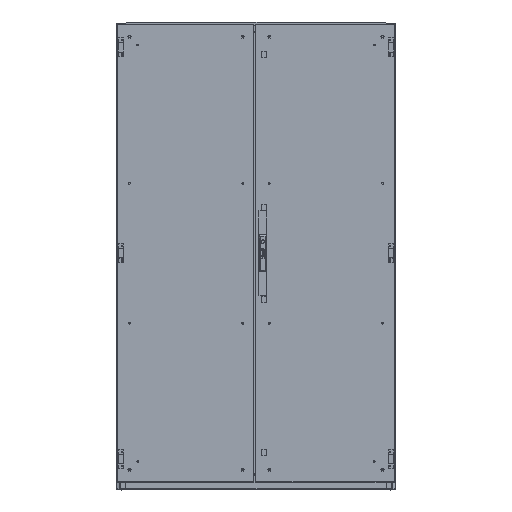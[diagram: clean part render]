
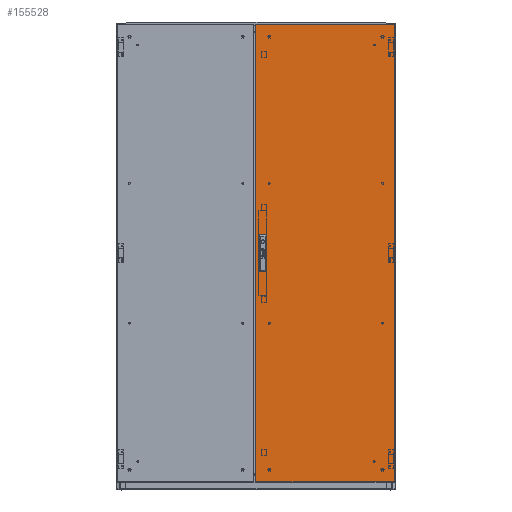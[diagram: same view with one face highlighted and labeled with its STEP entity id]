
A CAD part, top view. The second image highlights one B-rep face of the part: STEP entity #155528.
In plain terms, the highlighted planar face has unit normal (0, 0, 1).
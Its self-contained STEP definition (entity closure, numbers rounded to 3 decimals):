
#898 = VERTEX_POINT ( 'NONE', #161152 ) ;
#1038 = CARTESIAN_POINT ( 'NONE',  ( -252.8, -78.5, 0. ) ) ;
#1147 = ORIENTED_EDGE ( 'NONE', *, *, #160922, .T. ) ;
#8008 = ORIENTED_EDGE ( 'NONE', *, *, #58762, .F. ) ;
#9391 = DIRECTION ( 'NONE',  ( 1., 0., 0. ) ) ;
#16153 = CARTESIAN_POINT ( 'NONE',  ( -300., 983.5, 0. ) ) ;
#20299 = DIRECTION ( 'NONE',  ( 1., 0., 0. ) ) ;
#21282 = AXIS2_PLACEMENT_3D ( 'NONE', #148883, #136079, #9391 ) ;
#25635 = DIRECTION ( 'NONE',  ( 0., -1., 0. ) ) ;
#28017 = VECTOR ( 'NONE', #25635, 1000. ) ;
#28285 = CARTESIAN_POINT ( 'NONE',  ( -300., -983.5, 0. ) ) ;
#30998 = LINE ( 'NONE', #128128, #162378 ) ;
#31073 = LINE ( 'NONE', #107450, #60943 ) ;
#31220 = DIRECTION ( 'NONE',  ( 1., 0., 0. ) ) ;
#32769 = ORIENTED_EDGE ( 'NONE', *, *, #81684, .T. ) ;
#32970 = EDGE_LOOP ( 'NONE', ( #75438, #155511, #50631, #8008 ) ) ;
#33053 = VERTEX_POINT ( 'NONE', #136595 ) ;
#44468 = FACE_BOUND ( 'NONE', #32970, .T. ) ;
#47712 = VERTEX_POINT ( 'NONE', #109521 ) ;
#48996 = EDGE_CURVE ( 'NONE', #110120, #898, #63295, .T. ) ;
#50631 = ORIENTED_EDGE ( 'NONE', *, *, #119735, .T. ) ;
#58762 = EDGE_CURVE ( 'NONE', #92882, #138382, #31073, .T. ) ;
#60707 = CARTESIAN_POINT ( 'NONE',  ( -300., -983.5, 0. ) ) ;
#60943 = VECTOR ( 'NONE', #31220, 1000. ) ;
#61872 = LINE ( 'NONE', #75767, #28017 ) ;
#63295 = LINE ( 'NONE', #60707, #122944 ) ;
#73575 = DIRECTION ( 'NONE',  ( 1., 0., 0. ) ) ;
#75438 = ORIENTED_EDGE ( 'NONE', *, *, #101083, .F. ) ;
#75767 = CARTESIAN_POINT ( 'NONE',  ( -283.2, 0., 0. ) ) ;
#77686 = DIRECTION ( 'NONE',  ( 0., 1., 0. ) ) ;
#77710 = CARTESIAN_POINT ( 'NONE',  ( -283.2, 78.5, 0. ) ) ;
#78393 = FACE_OUTER_BOUND ( 'NONE', #82566, .T. ) ;
#79289 = VECTOR ( 'NONE', #117860, 1000. ) ;
#81684 = EDGE_CURVE ( 'NONE', #898, #47712, #30998, .T. ) ;
#82148 = VECTOR ( 'NONE', #107368, 1000. ) ;
#82566 = EDGE_LOOP ( 'NONE', ( #32769, #126677, #1147, #103596 ) ) ;
#85661 = PLANE ( 'NONE',  #21282 ) ;
#88745 = DIRECTION ( 'NONE',  ( 0., -1., 0. ) ) ;
#92013 = LINE ( 'NONE', #164833, #129601 ) ;
#92882 = VERTEX_POINT ( 'NONE', #162999 ) ;
#94681 = CARTESIAN_POINT ( 'NONE',  ( -300., 983.5, 0. ) ) ;
#96562 = CARTESIAN_POINT ( 'NONE',  ( -283.2, 78.5, 0. ) ) ;
#99527 = EDGE_CURVE ( 'NONE', #47712, #33053, #147360, .T. ) ;
#101083 = EDGE_CURVE ( 'NONE', #142504, #92882, #61872, .T. ) ;
#103596 = ORIENTED_EDGE ( 'NONE', *, *, #48996, .T. ) ;
#107368 = DIRECTION ( 'NONE',  ( -1., 0., 0. ) ) ;
#107450 = CARTESIAN_POINT ( 'NONE',  ( -283.2, -78.5, 0. ) ) ;
#109521 = CARTESIAN_POINT ( 'NONE',  ( 300., 983.5, 0. ) ) ;
#109643 = VERTEX_POINT ( 'NONE', #161923 ) ;
#110120 = VERTEX_POINT ( 'NONE', #28285 ) ;
#113054 = LINE ( 'NONE', #16153, #79289 ) ;
#117764 = EDGE_CURVE ( 'NONE', #142504, #109643, #155474, .T. ) ;
#117860 = DIRECTION ( 'NONE',  ( 0., -1., 0. ) ) ;
#119735 = EDGE_CURVE ( 'NONE', #109643, #138382, #92013, .T. ) ;
#122944 = VECTOR ( 'NONE', #73575, 1000. ) ;
#126677 = ORIENTED_EDGE ( 'NONE', *, *, #99527, .T. ) ;
#128128 = CARTESIAN_POINT ( 'NONE',  ( 300., 983.5, 0. ) ) ;
#129601 = VECTOR ( 'NONE', #88745, 1000. ) ;
#136079 = DIRECTION ( 'NONE',  ( 0., 0., 1. ) ) ;
#136595 = CARTESIAN_POINT ( 'NONE',  ( -300., 983.5, 0. ) ) ;
#138382 = VERTEX_POINT ( 'NONE', #1038 ) ;
#142504 = VERTEX_POINT ( 'NONE', #77710 ) ;
#147360 = LINE ( 'NONE', #94681, #82148 ) ;
#148883 = CARTESIAN_POINT ( 'NONE',  ( 0., 0., 0. ) ) ;
#155474 = LINE ( 'NONE', #96562, #159486 ) ;
#155511 = ORIENTED_EDGE ( 'NONE', *, *, #117764, .T. ) ;
#155528 = ADVANCED_FACE ( 'NONE', ( #78393, #44468 ), #85661, .T. ) ;
#159486 = VECTOR ( 'NONE', #20299, 1000. ) ;
#160922 = EDGE_CURVE ( 'NONE', #33053, #110120, #113054, .T. ) ;
#161152 = CARTESIAN_POINT ( 'NONE',  ( 300., -983.5, 0. ) ) ;
#161923 = CARTESIAN_POINT ( 'NONE',  ( -252.8, 78.5, 0. ) ) ;
#162378 = VECTOR ( 'NONE', #77686, 1000. ) ;
#162999 = CARTESIAN_POINT ( 'NONE',  ( -283.2, -78.5, 0. ) ) ;
#164833 = CARTESIAN_POINT ( 'NONE',  ( -252.8, 0., 0. ) ) ;
